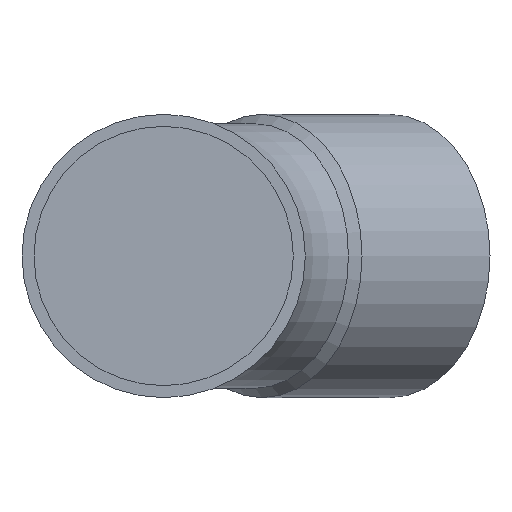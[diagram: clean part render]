
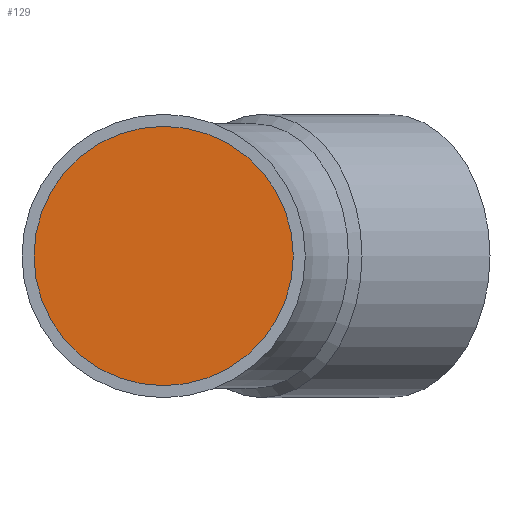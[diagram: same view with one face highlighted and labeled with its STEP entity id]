
A CAD part, front view. The second image highlights one B-rep face of the part: STEP entity #129.
In plain terms, the highlighted planar face has unit normal (0, -1, 0).
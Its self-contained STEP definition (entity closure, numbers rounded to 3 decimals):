
#24=PLANE('',#162);
#44=ORIENTED_EDGE('',*,*,#57,.F.);
#57=EDGE_CURVE('',#67,#67,#77,.T.);
#67=VERTEX_POINT('',#236);
#77=CIRCLE('',#161,27.);
#94=EDGE_LOOP('',(#44));
#114=FACE_BOUND('',#94,.T.);
#129=ADVANCED_FACE('',(#114),#24,.F.);
#161=AXIS2_PLACEMENT_3D('',#235,#200,#201);
#162=AXIS2_PLACEMENT_3D('',#237,#202,#203);
#200=DIRECTION('',(0.,1.,0.));
#201=DIRECTION('',(1.,0.,0.));
#202=DIRECTION('',(0.,1.,0.));
#203=DIRECTION('',(0.,0.,1.));
#235=CARTESIAN_POINT('',(0.,-6.5,0.));
#236=CARTESIAN_POINT('',(27.,-6.5,0.));
#237=CARTESIAN_POINT('',(0.,-6.5,0.));
